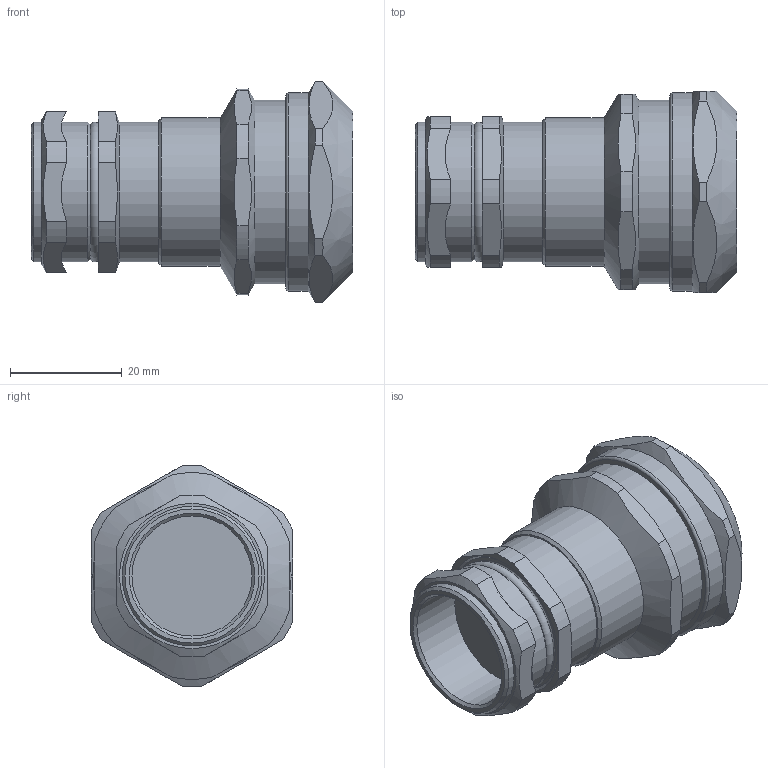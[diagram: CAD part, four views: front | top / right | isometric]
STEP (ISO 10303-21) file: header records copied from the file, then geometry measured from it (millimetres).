
FILE_DESCRIPTION(/* description */ (''),/* implementation_level */ '2;1');
FILE_NAME(/* name */ '',/* time_stamp */ '2025-03-05T12:03:14+07:00',/* author */ ('zeta-86'),/* organization */ (''),/* preprocessor_version */ 'ST-DEVELOPER v19.2',/* originating_system */ 'Autodesk Inventor 2024',/* authorisation */ '');
FILE_SCHEMA (('AUTOMOTIVE_DESIGN { 1 0 10303 214 3 1 1 }'));
Length unit declared in the file: millimetre
Products named in the file (1): Модель ВК-М2
5-16-МР20
Bounding box: 57.6 x 36 x 39.57 mm (x, y, z)
Volume: 35610.9 mm3; surface area: 8844.3 mm2
Topology: 1 solids, 1 shells, 93 faces, 233 edges, 151 vertices
Faces by surface type: plane 40, cylinder 26, cone 18, bspline 6, torus 3
Full cylindrical faces by diameter (mm): 21.5 x1, 25 x3, 26.5 x1, 26.6 x1, 32.8 x1, 35.5 x1
Entity records: 3265 total; most frequent: CARTESIAN_POINT 1021, ORIENTED_EDGE 466, DIRECTION 421, EDGE_CURVE 233, AXIS2_PLACEMENT_3D 173, VERTEX_POINT 151, EDGE_LOOP 102, FACE_OUTER_BOUND 93
